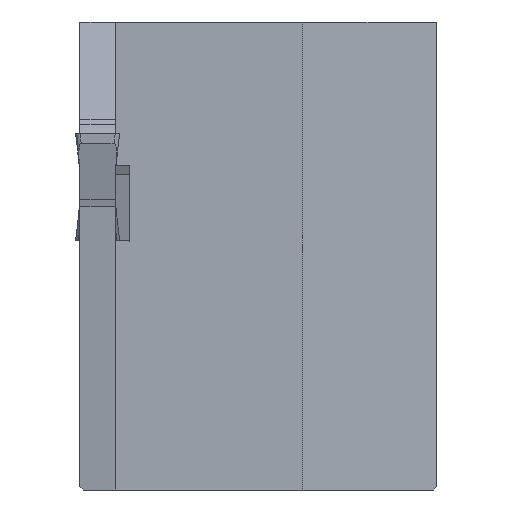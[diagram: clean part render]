
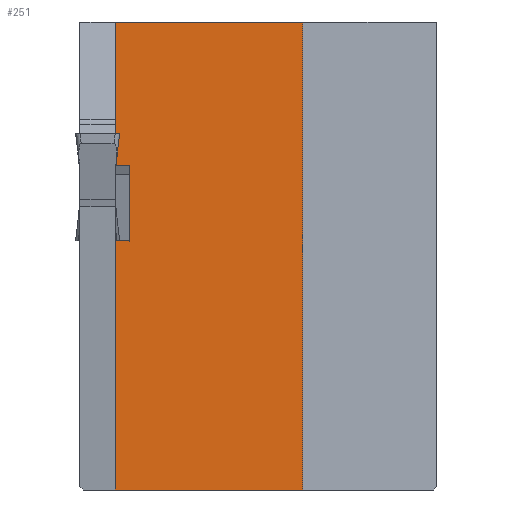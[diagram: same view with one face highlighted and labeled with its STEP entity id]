
A CAD part, left-side view. The second image highlights one B-rep face of the part: STEP entity #251.
In plain terms, the highlighted planar face has unit normal (-1, 0, 0).
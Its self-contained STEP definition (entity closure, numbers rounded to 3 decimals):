
#251=ADVANCED_FACE('',(#359),#308,.F.);
#308=PLANE('',#1261);
#359=FACE_OUTER_BOUND('',#416,.T.);
#416=EDGE_LOOP('',(#559,#560,#561,#562,#563,#564,#565,#566));
#559=ORIENTED_EDGE('',*,*,#846,.F.);
#560=ORIENTED_EDGE('',*,*,#879,.T.);
#561=ORIENTED_EDGE('',*,*,#899,.T.);
#562=ORIENTED_EDGE('',*,*,#854,.F.);
#563=ORIENTED_EDGE('',*,*,#848,.F.);
#564=ORIENTED_EDGE('',*,*,#900,.F.);
#565=ORIENTED_EDGE('',*,*,#901,.T.);
#566=ORIENTED_EDGE('',*,*,#902,.T.);
#756=VERTEX_POINT('',#1609);
#757=VERTEX_POINT('',#1611);
#758=VERTEX_POINT('',#1615);
#759=VERTEX_POINT('',#1616);
#763=VERTEX_POINT('',#1627);
#781=VERTEX_POINT('',#1675);
#787=VERTEX_POINT('',#1716);
#788=VERTEX_POINT('',#1718);
#846=EDGE_CURVE('',#756,#757,#987,.T.);
#848=EDGE_CURVE('',#758,#759,#989,.T.);
#854=EDGE_CURVE('',#759,#763,#994,.T.);
#879=EDGE_CURVE('',#756,#781,#1018,.T.);
#899=EDGE_CURVE('',#781,#763,#1036,.T.);
#900=EDGE_CURVE('',#787,#758,#1037,.T.);
#901=EDGE_CURVE('',#787,#788,#1038,.T.);
#902=EDGE_CURVE('',#788,#757,#1039,.T.);
#987=LINE('',#1610,#1116);
#989=LINE('',#1614,#1118);
#994=LINE('',#1626,#1123);
#1018=LINE('',#1676,#1147);
#1036=LINE('',#1714,#1165);
#1037=LINE('',#1715,#1166);
#1038=LINE('',#1717,#1167);
#1039=LINE('',#1719,#1168);
#1116=VECTOR('',#1325,1.);
#1118=VECTOR('',#1329,1.);
#1123=VECTOR('',#1338,1.);
#1147=VECTOR('',#1376,1.);
#1165=VECTOR('',#1424,1.);
#1166=VECTOR('',#1425,1.);
#1167=VECTOR('',#1426,1.);
#1168=VECTOR('',#1427,1.);
#1261=AXIS2_PLACEMENT_3D('',#1720,#1428,#1429);
#1325=DIRECTION('',(0.,0.,1.));
#1329=DIRECTION('',(0.,0.,1.));
#1338=DIRECTION('',(0.,-1.,0.));
#1376=DIRECTION('',(0.,-1.,0.));
#1424=DIRECTION('',(0.,0.,1.));
#1425=DIRECTION('',(0.,1.,0.));
#1426=DIRECTION('',(0.,0.,-1.));
#1427=DIRECTION('',(0.,1.,0.));
#1428=DIRECTION('',(1.,0.,0.));
#1429=DIRECTION('',(0.,0.,-1.));
#1609=CARTESIAN_POINT('',(23.,-3.2,-32.));
#1610=CARTESIAN_POINT('',(23.,-3.2,0.));
#1611=CARTESIAN_POINT('',(23.,-3.2,-9.64));
#1614=CARTESIAN_POINT('',(23.,-3.2,-32.));
#1615=CARTESIAN_POINT('',(23.,-3.2,-2.837));
#1616=CARTESIAN_POINT('',(23.,-3.2,10.));
#1626=CARTESIAN_POINT('',(23.,-33.2,10.));
#1627=CARTESIAN_POINT('',(23.,-20.,10.));
#1675=CARTESIAN_POINT('',(23.,-20.,-32.));
#1676=CARTESIAN_POINT('',(23.,-33.2,-32.));
#1714=CARTESIAN_POINT('',(23.,-20.,-45.));
#1715=CARTESIAN_POINT('',(23.,-33.2,-2.837));
#1716=CARTESIAN_POINT('',(23.,-4.5,-2.837));
#1717=CARTESIAN_POINT('',(23.,-4.5,-32.));
#1718=CARTESIAN_POINT('',(23.,-4.5,-9.64));
#1719=CARTESIAN_POINT('',(23.,-4.5,-9.64));
#1720=CARTESIAN_POINT('',(23.,-33.2,-32.));
